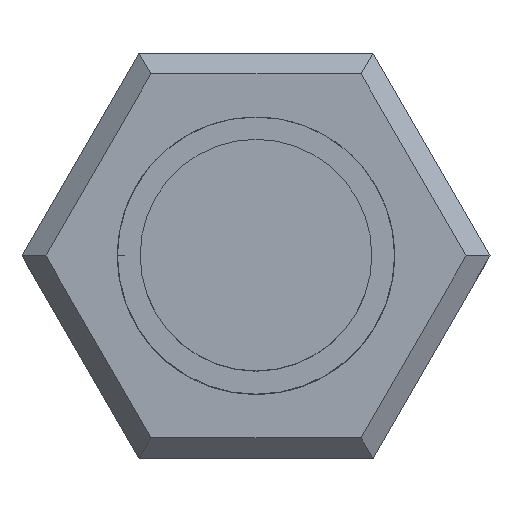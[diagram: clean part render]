
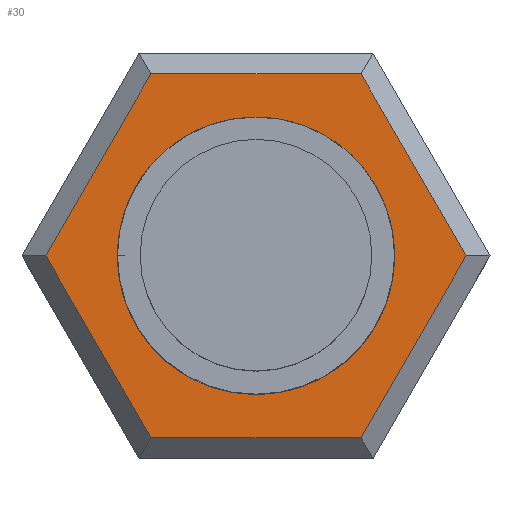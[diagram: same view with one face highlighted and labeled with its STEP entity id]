
A CAD part, top view. The second image highlights one B-rep face of the part: STEP entity #30.
In plain terms, the highlighted planar face has unit normal (0, 0, 1).
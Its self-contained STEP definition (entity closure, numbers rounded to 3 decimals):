
#30=ADVANCED_FACE('',(#31,#81),#92,.T.);
#31=FACE_BOUND('',#32,.T.);
#32=EDGE_LOOP('',(#33,#43,#51,#59,#67,#75));
#33=ORIENTED_EDGE('',*,*,#34,.T.);
#34=EDGE_CURVE('',#35,#37,#39,.T.);
#35=VERTEX_POINT('',#36);
#36=CARTESIAN_POINT('',(5.081,0.,1.8));
#37=VERTEX_POINT('',#38);
#38=CARTESIAN_POINT('',(2.54,4.4,1.8));
#39=LINE('',#40,#41);
#40=CARTESIAN_POINT('',(2.396,4.65,1.8));
#41=VECTOR('',#42,1.0);
#42=DIRECTION('',(-0.5,0.866,0.0));
#43=ORIENTED_EDGE('',*,*,#44,.T.);
#44=EDGE_CURVE('',#37,#45,#47,.T.);
#45=VERTEX_POINT('',#46);
#46=CARTESIAN_POINT('',(-2.54,4.4,1.8));
#47=LINE('',#48,#49);
#48=CARTESIAN_POINT('',(-2.829,4.4,1.8));
#49=VECTOR('',#50,1.0);
#50=DIRECTION('',(-1.0,0.,0.0));
#51=ORIENTED_EDGE('',*,*,#52,.T.);
#52=EDGE_CURVE('',#45,#53,#55,.T.);
#53=VERTEX_POINT('',#54);
#54=CARTESIAN_POINT('',(-5.081,0.,1.8));
#55=LINE('',#56,#57);
#56=CARTESIAN_POINT('',(-5.225,-0.25,1.8));
#57=VECTOR('',#58,1.0);
#58=DIRECTION('',(-0.5,-0.866,0.0));
#59=ORIENTED_EDGE('',*,*,#60,.T.);
#60=EDGE_CURVE('',#53,#61,#63,.T.);
#61=VERTEX_POINT('',#62);
#62=CARTESIAN_POINT('',(-2.54,-4.4,1.8));
#63=LINE('',#64,#65);
#64=CARTESIAN_POINT('',(-2.396,-4.65,1.8));
#65=VECTOR('',#66,1.0);
#66=DIRECTION('',(0.5,-0.866,0.0));
#67=ORIENTED_EDGE('',*,*,#68,.T.);
#68=EDGE_CURVE('',#61,#69,#71,.T.);
#69=VERTEX_POINT('',#70);
#70=CARTESIAN_POINT('',(2.54,-4.4,1.8));
#71=LINE('',#72,#73);
#72=CARTESIAN_POINT('',(2.829,-4.4,1.8));
#73=VECTOR('',#74,1.0);
#74=DIRECTION('',(1.0,0.,0.0));
#75=ORIENTED_EDGE('',*,*,#76,.T.);
#76=EDGE_CURVE('',#69,#35,#77,.T.);
#77=LINE('',#78,#79);
#78=CARTESIAN_POINT('',(5.225,0.25,1.8));
#79=VECTOR('',#80,1.0);
#80=DIRECTION('',(0.5,0.866,0.0));
#81=FACE_BOUND('',#82,.T.);
#82=EDGE_LOOP('',(#83));
#83=ORIENTED_EDGE('',*,*,#84,.T.);
#84=EDGE_CURVE('',#85,#85,#87,.F.);
#85=VERTEX_POINT('',#86);
#86=CARTESIAN_POINT('',(3.35,0.,1.8));
#87=CIRCLE('',#88,3.35);
#88=AXIS2_PLACEMENT_3D('',#89,#90,#91);
#89=CARTESIAN_POINT('',(0.0,0.0,1.8));
#90=DIRECTION('',(0.0,0.0,1.0));
#91=DIRECTION('',(1.0,0.0,0.0));
#92=PLANE('',#93);
#93=AXIS2_PLACEMENT_3D('',#94,#95,#96);
#94=CARTESIAN_POINT('',(0.0,0.0,1.8));
#95=DIRECTION('',(0.0,0.0,1.0));
#96=DIRECTION('',(1.0,0.0,0.0));
